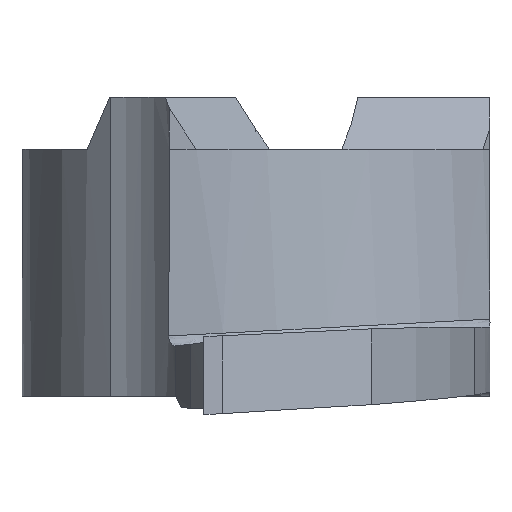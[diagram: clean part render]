
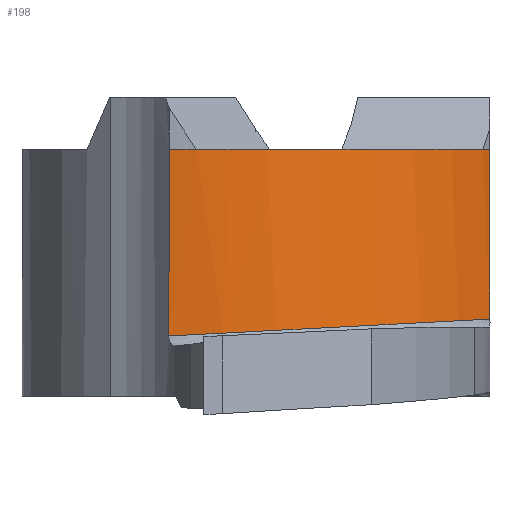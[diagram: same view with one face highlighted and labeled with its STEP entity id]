
A CAD part, left-side view. The second image highlights one B-rep face of the part: STEP entity #198.
In plain terms, the highlighted free-form (B-spline) face has degree [1, 3] with [2, 4] control points.
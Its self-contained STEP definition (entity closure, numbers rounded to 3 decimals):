
#198=ADVANCED_FACE('',(#256),#230,.F.);
#230=(
BOUNDED_SURFACE()
B_SPLINE_SURFACE(1,3,((#1533,#1534,#1535,#1536),(#1537,#1538,#1539,#1540)),
 .UNSPECIFIED.,.F.,.F.,.F.)
B_SPLINE_SURFACE_WITH_KNOTS((2,2),(4,4),(0.,1.),(0.,1.),.UNSPECIFIED.)
GEOMETRIC_REPRESENTATION_ITEM()
RATIONAL_B_SPLINE_SURFACE(((1.,0.889,0.889,1.),
(1.,0.889,0.889,1.)))
REPRESENTATION_ITEM('')
SURFACE()
);
#256=FACE_OUTER_BOUND('',#305,.T.);
#305=EDGE_LOOP('',(#475,#476,#477,#478,#479,#480));
#364=CIRCLE('',#959,6.495);
#475=ORIENTED_EDGE('',*,*,#785,.T.);
#476=ORIENTED_EDGE('',*,*,#786,.T.);
#477=ORIENTED_EDGE('',*,*,#787,.T.);
#478=ORIENTED_EDGE('',*,*,#788,.F.);
#479=ORIENTED_EDGE('',*,*,#789,.T.);
#480=ORIENTED_EDGE('',*,*,#790,.T.);
#673=VERTEX_POINT('',#1442);
#678=VERTEX_POINT('',#1474);
#683=VERTEX_POINT('',#1510);
#684=VERTEX_POINT('',#1519);
#685=VERTEX_POINT('',#1521);
#686=VERTEX_POINT('',#1528);
#785=EDGE_CURVE('',#673,#678,#853,.T.);
#786=EDGE_CURVE('',#678,#683,#854,.T.);
#787=EDGE_CURVE('',#683,#684,#855,.T.);
#788=EDGE_CURVE('',#685,#684,#364,.T.);
#789=EDGE_CURVE('',#685,#686,#856,.T.);
#790=EDGE_CURVE('',#686,#673,#857,.T.);
#853=B_SPLINE_CURVE_WITH_KNOTS('',3,(#1502,#1503,#1504,#1505),
 .UNSPECIFIED.,.F.,.F.,(4,4),(0.,1.),.UNSPECIFIED.);
#854=B_SPLINE_CURVE_WITH_KNOTS('',3,(#1506,#1507,#1508,#1509),
 .UNSPECIFIED.,.F.,.F.,(4,4),(0.,1.),.UNSPECIFIED.);
#855=B_SPLINE_CURVE_WITH_KNOTS('',3,(#1511,#1512,#1513,#1514,#1515,#1516,
#1517,#1518),.UNSPECIFIED.,.F.,.F.,(4,2,2,4),(0.,0.348,0.674,
1.),.UNSPECIFIED.);
#856=B_SPLINE_CURVE_WITH_KNOTS('',3,(#1522,#1523,#1524,#1525,#1526,#1527),
 .UNSPECIFIED.,.F.,.F.,(4,2,4),(0.,0.5,1.),.UNSPECIFIED.);
#857=B_SPLINE_CURVE_WITH_KNOTS('',3,(#1529,#1530,#1531,#1532),
 .UNSPECIFIED.,.F.,.F.,(4,4),(0.,1.),.UNSPECIFIED.);
#959=AXIS2_PLACEMENT_3D('',#1520,#1108,#1109);
#1108=DIRECTION('',(0.,-0.052,-0.999));
#1109=DIRECTION('',(0.,0.999,-0.052));
#1442=CARTESIAN_POINT('',(-1.257,-4.365,0.));
#1474=CARTESIAN_POINT('',(-4.499,1.146,0.));
#1502=CARTESIAN_POINT('',(-1.257,-4.365,0.));
#1503=CARTESIAN_POINT('',(-3.2,-3.238,0.));
#1504=CARTESIAN_POINT('',(-4.457,-1.1,0.));
#1505=CARTESIAN_POINT('',(-4.499,1.146,0.));
#1506=CARTESIAN_POINT('',(-4.499,1.146,0.));
#1507=CARTESIAN_POINT('',(-4.502,1.32,0.));
#1508=CARTESIAN_POINT('',(-4.499,1.493,0.));
#1509=CARTESIAN_POINT('',(-4.488,1.663,0.));
#1510=CARTESIAN_POINT('',(-4.488,1.663,0.));
#1511=CARTESIAN_POINT('',(-4.488,1.663,0.));
#1512=CARTESIAN_POINT('',(-4.486,1.664,-0.417));
#1513=CARTESIAN_POINT('',(-4.484,1.666,-0.833));
#1514=CARTESIAN_POINT('',(-4.479,1.669,-1.64));
#1515=CARTESIAN_POINT('',(-4.477,1.67,-2.029));
#1516=CARTESIAN_POINT('',(-4.472,1.673,-2.808));
#1517=CARTESIAN_POINT('',(-4.47,1.675,-3.198));
#1518=CARTESIAN_POINT('',(-4.468,1.676,-3.587));
#1519=CARTESIAN_POINT('',(-4.468,1.676,-3.587));
#1520=CARTESIAN_POINT('',(2.,1.081,-3.556));
#1521=CARTESIAN_POINT('',(-1.31,-4.5,-3.264));
#1522=CARTESIAN_POINT('',(-1.31,-4.5,-3.264));
#1523=CARTESIAN_POINT('',(-1.263,-4.5,-2.72));
#1524=CARTESIAN_POINT('',(-1.214,-4.5,-2.176));
#1525=CARTESIAN_POINT('',(-1.115,-4.5,-1.088));
#1526=CARTESIAN_POINT('',(-1.064,-4.5,-0.544));
#1527=CARTESIAN_POINT('',(-1.012,-4.5,0.));
#1528=CARTESIAN_POINT('',(-1.012,-4.5,0.));
#1529=CARTESIAN_POINT('',(-1.012,-4.5,0.));
#1530=CARTESIAN_POINT('',(-1.094,-4.457,0.));
#1531=CARTESIAN_POINT('',(-1.176,-4.412,0.));
#1532=CARTESIAN_POINT('',(-1.257,-4.365,0.));
#1533=CARTESIAN_POINT('',(-0.957,-4.512,0.345));
#1534=CARTESIAN_POINT('',(-3.35,-3.291,0.281));
#1535=CARTESIAN_POINT('',(-4.672,-0.955,0.159));
#1536=CARTESIAN_POINT('',(-4.485,1.722,0.018));
#1537=CARTESIAN_POINT('',(-1.121,-4.607,-3.258));
#1538=CARTESIAN_POINT('',(-3.476,-3.319,-3.326));
#1539=CARTESIAN_POINT('',(-4.728,-0.947,-3.45));
#1540=CARTESIAN_POINT('',(-4.464,1.721,-3.59));
